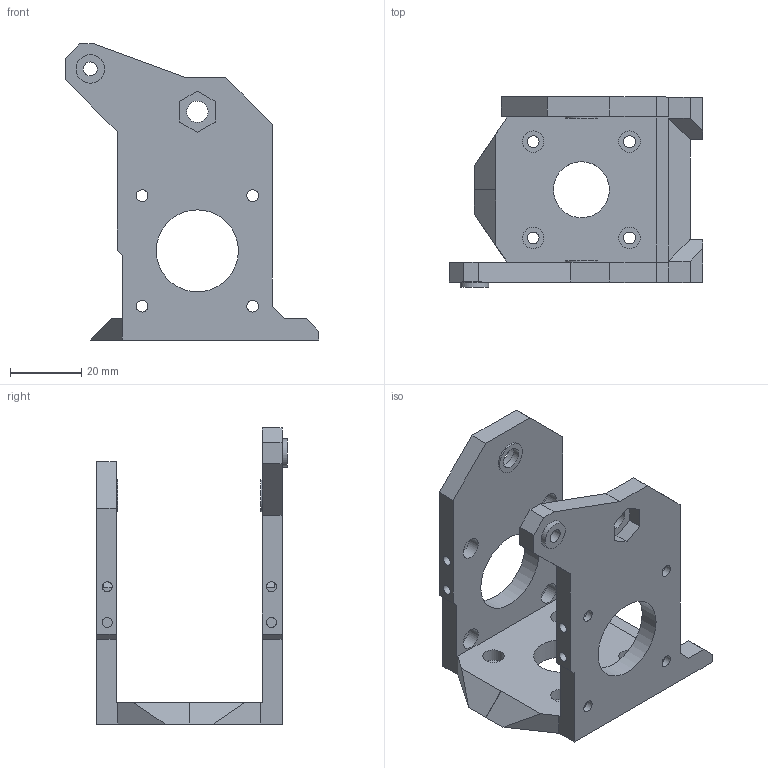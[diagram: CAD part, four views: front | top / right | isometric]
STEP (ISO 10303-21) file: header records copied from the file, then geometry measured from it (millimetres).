
FILE_DESCRIPTION(/* description */ (''),/* implementation_level */ '2;1');
FILE_NAME(/* name */ '',/* time_stamp */ '2025-07-18T09:17:36+08:00',/* author */ (''),/* organization */ (''),/* preprocessor_version */ 'ST-DEVELOPER v20.1',/* originating_system */ 'Autodesk Translation Framework v14.10.0.0',/* authorisation */ '');
FILE_SCHEMA (('AUTOMOTIVE_DESIGN { 1 0 10303 214 3 1 1 }'));
Length unit declared in the file: millimetre
Products named in the file (2): ROBOT; 零部件2
Assembly tree (1 placements, depth 2):
  ROBOT
    零部件2
Bounding box: 71 x 53.5 x 83 mm (x, y, z)
Volume: 40857.3 mm3; surface area: 20982.7 mm2
Topology: 1 solids, 1 shells, 128 faces, 313 edges, 209 vertices
Faces by surface type: plane 79, cylinder 48, cone 1
Full cylindrical faces by diameter (mm): 2.8 x8, 3.3 x12, 3.9 x1, 6 x14, 8 x1, 9 x2, 12 x1, 15.7 x1, 23 x2
Entity records: 3965 total; most frequent: CARTESIAN_POINT 698, DIRECTION 673, ORIENTED_EDGE 626, EDGE_CURVE 313, AXIS2_PLACEMENT_3D 232, LINE 209, VECTOR 209, VERTEX_POINT 209
